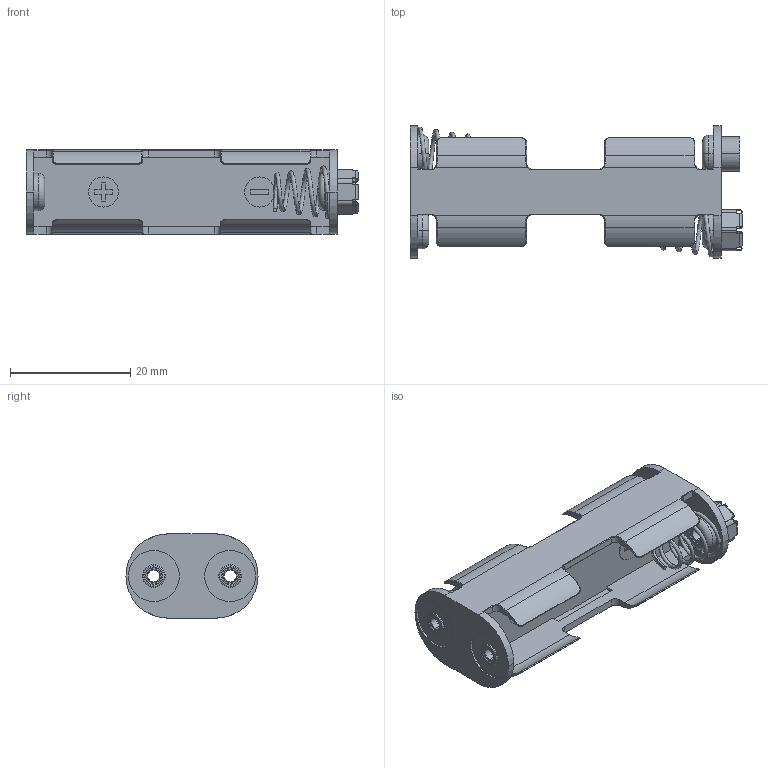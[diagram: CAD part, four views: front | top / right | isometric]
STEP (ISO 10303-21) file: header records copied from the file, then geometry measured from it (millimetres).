
FILE_DESCRIPTION (( 'STEP AP214' ), '1' );
FILE_NAME ('BC22AAASF.STEP', '2019-11-22T17:31:43', ( '' ), ( '' ), 'SwSTEP 2.0', 'SolidWorks 2016', '' );
FILE_SCHEMA (( 'AUTOMOTIVE_DESIGN' ));
Length unit declared in the file: millimetre
Products named in the file (1): BC22AAASF
Bounding box: 55.27 x 22 x 14 mm (x, y, z)
Volume: 3141.9 mm3; surface area: 6566.3 mm2
Topology: 5 solids, 5 shells, 590 faces, 1434 edges, 886 vertices
Faces by surface type: plane 223, cylinder 215, torus 112, bspline 40
Entity records: 21798 total; most frequent: CARTESIAN_POINT 7761, DIRECTION 3062, ORIENTED_EDGE 2860, EDGE_CURVE 1430, AXIS2_PLACEMENT_3D 1197, VERTEX_POINT 884, LINE 668, VECTOR 668
